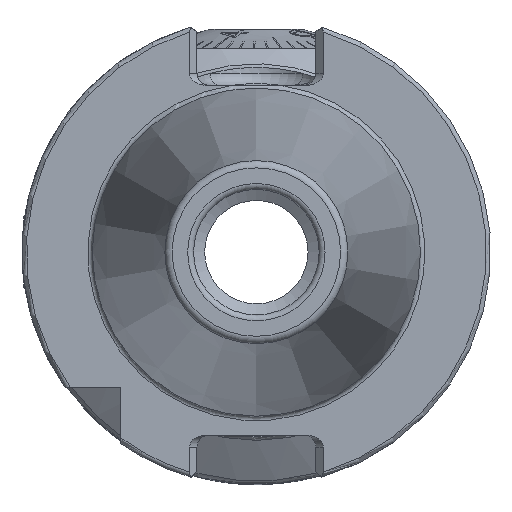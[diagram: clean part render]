
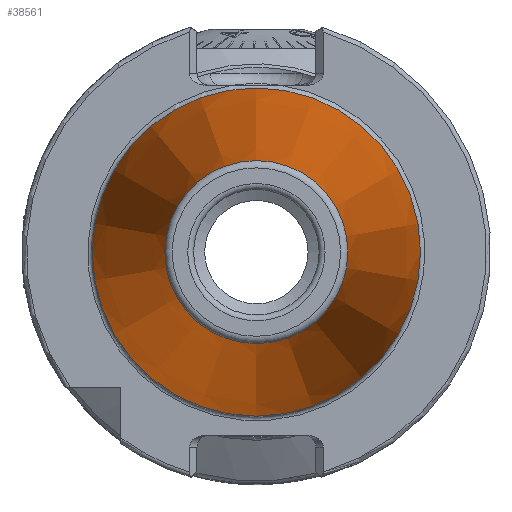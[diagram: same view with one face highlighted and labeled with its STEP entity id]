
A CAD part, left-side view. The second image highlights one B-rep face of the part: STEP entity #38561.
In plain terms, the highlighted conical face has half-angle 8.297 degrees and reference radius 22.225 mm.
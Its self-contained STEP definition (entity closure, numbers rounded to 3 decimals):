
#307 = CARTESIAN_POINT ( 'NONE',  ( 0., 0., 22.225 ) ) ;
#1414 = FACE_BOUND ( 'NONE', #8870, .T. ) ;
#2100 = CIRCLE ( 'NONE', #29745, 12.397 ) ;
#3431 = AXIS2_PLACEMENT_3D ( 'NONE', #13897, #26749, #10603 ) ;
#5313 = CARTESIAN_POINT ( 'NONE',  ( -67.394, 0., 12.397 ) ) ;
#5346 = CARTESIAN_POINT ( 'NONE',  ( 0., 0., 0. ) ) ;
#8870 = EDGE_LOOP ( 'NONE', ( #36575 ) ) ;
#10603 = DIRECTION ( 'NONE',  ( 0., 0., 1. ) ) ;
#10827 = CARTESIAN_POINT ( 'NONE',  ( -67.394, 0., 0. ) ) ;
#12855 = EDGE_CURVE ( 'NONE', #19431, #19431, #2100, .T. ) ;
#13897 = CARTESIAN_POINT ( 'NONE',  ( 0., 0., 0. ) ) ;
#14732 = FACE_OUTER_BOUND ( 'NONE', #36400, .T. ) ;
#15980 = VERTEX_POINT ( 'NONE', #307 ) ;
#16243 = AXIS2_PLACEMENT_3D ( 'NONE', #5346, #24685, #40145 ) ;
#16996 = ORIENTED_EDGE ( 'NONE', *, *, #34523, .T. ) ;
#17400 = DIRECTION ( 'NONE',  ( 0., 0., 1. ) ) ;
#19431 = VERTEX_POINT ( 'NONE', #5313 ) ;
#20141 = DIRECTION ( 'NONE',  ( -1., 0., 0. ) ) ;
#23887 = CIRCLE ( 'NONE', #3431, 22.225 ) ;
#24685 = DIRECTION ( 'NONE',  ( 1., 0., 0. ) ) ;
#26749 = DIRECTION ( 'NONE',  ( -1., 0., 0. ) ) ;
#29745 = AXIS2_PLACEMENT_3D ( 'NONE', #10827, #20141, #17400 ) ;
#33394 = CONICAL_SURFACE ( 'NONE', #16243, 22.225, 0.145 ) ;
#34523 = EDGE_CURVE ( 'NONE', #15980, #15980, #23887, .T. ) ;
#36400 = EDGE_LOOP ( 'NONE', ( #16996 ) ) ;
#36575 = ORIENTED_EDGE ( 'NONE', *, *, #12855, .F. ) ;
#38561 = ADVANCED_FACE ( 'NONE', ( #1414, #14732 ), #33394, .T. ) ;
#40145 = DIRECTION ( 'NONE',  ( 0., 0., -1. ) ) ;
